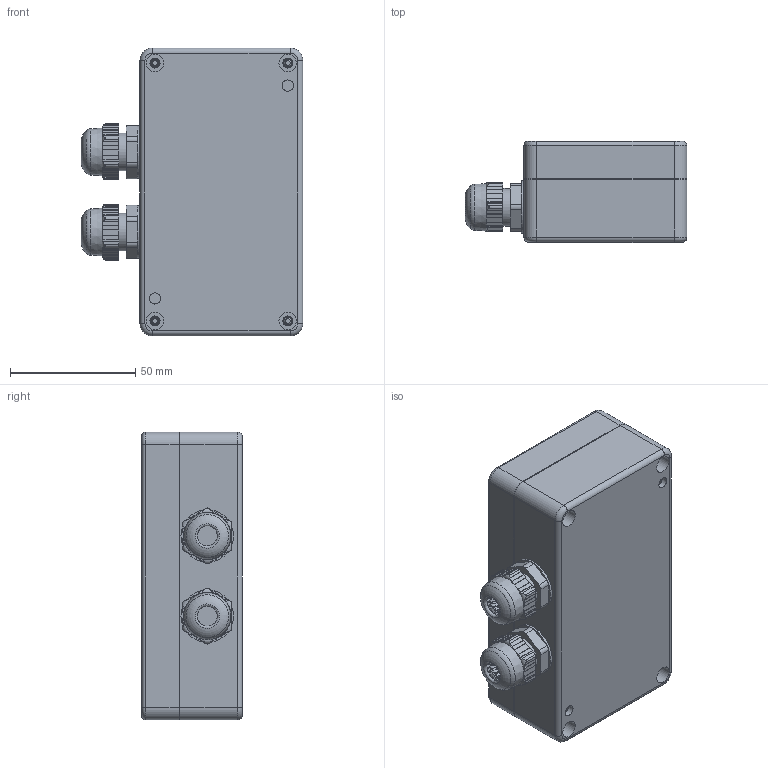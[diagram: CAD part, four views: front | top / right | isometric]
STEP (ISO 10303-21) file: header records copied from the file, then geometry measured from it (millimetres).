
FILE_DESCRIPTION(('STEP AP203'), '1');
FILE_NAME('ﾈﾒﾏ-12ﾍ.Ex', '', ('UNSPECIFIED'), ('UNSPECIFIED'), 'ASCON STEP Converter 1.3', 'ASCON Math Kernel', '');
FILE_SCHEMA(('CONFIG_CONTROL_DESIGN'));
Length unit declared in the file: millimetre
Products named in the file (8): ﾈﾒﾏ-12ﾍ; Êðûøêà g205; 扻豵鵨 g205 ; PG9; 鎗鵻罻PG9; 扻錝僝樏PG9; 语腩蝽栩咫黀G9; Âèíò Ì3x14 ÃÎÑÒ 17473-81
Assembly tree (11 placements, depth 3):
  ﾈﾒﾏ-12ﾍ
    Êðûøêà g205
    扻豵鵨 g205 
    PG9  x2
      鎗鵻罻PG9
      扻錝僝樏PG9
      语腩蝽栩咫黀G9
    Âèíò Ì3x14 ÃÎÑÒ 17473-81  x4
Bounding box: 88.45 x 40.21 x 115 mm (x, y, z)
Volume: 106167 mm3; surface area: 76788.1 mm2
Topology: 14 solids, 14 shells, 1465 faces, 3872 edges, 2544 vertices
Faces by surface type: plane 914, bspline 279, cylinder 228, torus 32, cone 8, sphere 4
Full cylindrical faces by diameter (mm): 2 x4, 3 x4, 3.3 x4, 4 x4, 4.2 x4, 4.5 x2, 5.5 x4, 7 x8, 10 x2, 12.5 x2, 15 x4, 15.8 x4, 16 x2, 21 x2
Entity records: 58946 total; most frequent: CARTESIAN_POINT 22040, ORIENTED_EDGE 5978, DIRECTION 4893, EDGE_CURVE 2989, LINE 2033, VECTOR 2033, VERTEX_POINT 2002, AXIS2_PLACEMENT_3D 1430
